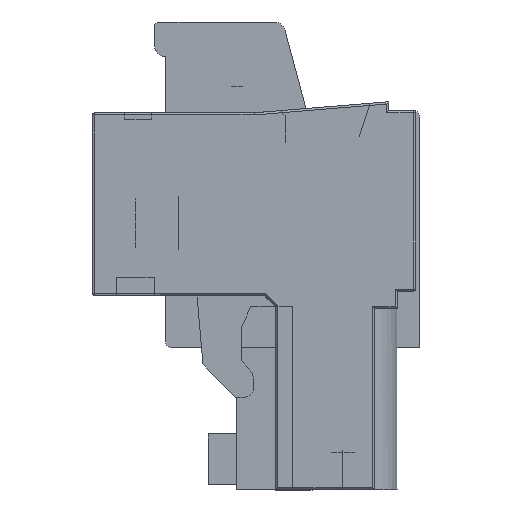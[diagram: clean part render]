
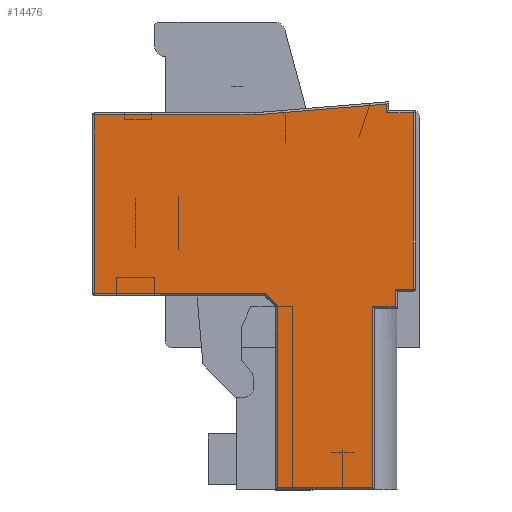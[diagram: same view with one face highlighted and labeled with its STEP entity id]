
A CAD part, left-side view. The second image highlights one B-rep face of the part: STEP entity #14476.
In plain terms, the highlighted planar face has unit normal (-1, 0, 0).
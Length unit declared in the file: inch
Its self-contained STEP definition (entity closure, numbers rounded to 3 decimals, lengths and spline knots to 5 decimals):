
#327 = CARTESIAN_POINT ( 'NONE',  ( 0., -0.26169, 0.24813 ) ) ;
#4931 = LINE ( 'NONE', #86021, #51164 ) ;
#5165 = VECTOR ( 'NONE', #48510, 39.37008 ) ;
#6004 = EDGE_CURVE ( 'NONE', #141130, #101371, #10162, .T. ) ;
#7193 = CARTESIAN_POINT ( 'NONE',  ( 0., -0.18295, -0.1062 ) ) ;
#10162 = LINE ( 'NONE', #102476, #147172 ) ;
#10166 = CARTESIAN_POINT ( 'NONE',  ( 0., -0.25775, -0.07392 ) ) ;
#11655 = LINE ( 'NONE', #104987, #61624 ) ;
#14476 = ADVANCED_FACE ( 'NONE', ( #128700 ), #58481, .T. ) ;
#14979 = LINE ( 'NONE', #41424, #16821 ) ;
#15054 = ORIENTED_EDGE ( 'NONE', *, *, #76474, .T. ) ;
#16821 = VECTOR ( 'NONE', #103341, 39.37008 ) ;
#17670 = DIRECTION ( 'NONE',  ( 0., 1., 0. ) ) ;
#18237 = VERTEX_POINT ( 'NONE', #102534 ) ;
#19211 = ORIENTED_EDGE ( 'NONE', *, *, #83375, .T. ) ;
#19705 = EDGE_CURVE ( 'NONE', #30996, #105594, #106499, .T. ) ;
#22727 = ORIENTED_EDGE ( 'NONE', *, *, #19705, .T. ) ;
#25221 = DIRECTION ( 'NONE',  ( 0., 0., -1. ) ) ;
#25492 = ORIENTED_EDGE ( 'NONE', *, *, #100102, .T. ) ;
#30996 = VERTEX_POINT ( 'NONE', #108405 ) ;
#31372 = ORIENTED_EDGE ( 'NONE', *, *, #123391, .T. ) ;
#31608 = EDGE_CURVE ( 'NONE', #156921, #30996, #68778, .T. ) ;
#31874 = LINE ( 'NONE', #327, #105153 ) ;
#32597 = CARTESIAN_POINT ( 'NONE',  ( 0., -0.26169, 0.26781 ) ) ;
#33772 = CARTESIAN_POINT ( 'NONE',  ( 0., -0.18295, 0.26781 ) ) ;
#36727 = DIRECTION ( 'NONE',  ( 0., 1., 0. ) ) ;
#40424 = CARTESIAN_POINT ( 'NONE',  ( 0., -0.26169, -0.08258 ) ) ;
#41424 = CARTESIAN_POINT ( 'NONE',  ( 0., -0.26169, -0.1062 ) ) ;
#41661 = LINE ( 'NONE', #121446, #143870 ) ;
#43834 = VECTOR ( 'NONE', #53293, 39.37008 ) ;
#47552 = CARTESIAN_POINT ( 'NONE',  ( 0., -0.00972, -0.43691 ) ) ;
#48305 = ORIENTED_EDGE ( 'NONE', *, *, #70293, .T. ) ;
#48510 = DIRECTION ( 'NONE',  ( 0., 0.997, -0.082 ) ) ;
#49171 = VERTEX_POINT ( 'NONE', #124856 ) ;
#51164 = VECTOR ( 'NONE', #158811, 39.37008 ) ;
#51387 = LINE ( 'NONE', #33772, #57132 ) ;
#51850 = ORIENTED_EDGE ( 'NONE', *, *, #6004, .T. ) ;
#53039 = CARTESIAN_POINT ( 'NONE',  ( 0., -0.26169, -0.43691 ) ) ;
#53293 = DIRECTION ( 'NONE',  ( 0., -1., 0. ) ) ;
#57132 = VECTOR ( 'NONE', #157190, 39.37008 ) ;
#58481 = PLANE ( 'NONE',  #94091 ) ;
#61214 = DIRECTION ( 'NONE',  ( -1., 0., 0. ) ) ;
#61325 = VECTOR ( 'NONE', #25221, 39.37008 ) ;
#61624 = VECTOR ( 'NONE', #17670, 39.37008 ) ;
#62369 = VERTEX_POINT ( 'NONE', #7193 ) ;
#65105 = EDGE_CURVE ( 'NONE', #96194, #156921, #11655, .T. ) ;
#66733 = ORIENTED_EDGE ( 'NONE', *, *, #150243, .T. ) ;
#67926 = EDGE_CURVE ( 'NONE', #104066, #141130, #4931, .T. ) ;
#68778 = LINE ( 'NONE', #111444, #5165 ) ;
#70293 = EDGE_CURVE ( 'NONE', #62369, #145701, #14979, .T. ) ;
#75065 = VERTEX_POINT ( 'NONE', #47552 ) ;
#76474 = EDGE_CURVE ( 'NONE', #18237, #75065, #130629, .T. ) ;
#77490 = LINE ( 'NONE', #106398, #150742 ) ;
#77633 = VECTOR ( 'NONE', #122470, 39.37008 ) ;
#79600 = VECTOR ( 'NONE', #36727, 39.37008 ) ;
#83256 = EDGE_CURVE ( 'NONE', #49171, #96194, #41661, .T. ) ;
#83375 = EDGE_CURVE ( 'NONE', #101371, #49171, #31874, .T. ) ;
#86021 = CARTESIAN_POINT ( 'NONE',  ( 0., -0.26169, -0.07392 ) ) ;
#86026 = VERTEX_POINT ( 'NONE', #105948 ) ;
#86300 = CARTESIAN_POINT ( 'NONE',  ( 0., -0.26169, 0.24419 ) ) ;
#86391 = DIRECTION ( 'NONE',  ( 0., -0.707, -0.707 ) ) ;
#86733 = CARTESIAN_POINT ( 'NONE',  ( 0., 0.32492, 0.24419 ) ) ;
#94091 = AXIS2_PLACEMENT_3D ( 'NONE', #32597, #61214, #118713 ) ;
#94664 = ORIENTED_EDGE ( 'NONE', *, *, #157890, .T. ) ;
#96194 = VERTEX_POINT ( 'NONE', #134557 ) ;
#97681 = LINE ( 'NONE', #53039, #116838 ) ;
#97890 = ORIENTED_EDGE ( 'NONE', *, *, #103985, .T. ) ;
#97909 = VERTEX_POINT ( 'NONE', #136673 ) ;
#99842 = DIRECTION ( 'NONE',  ( 0., 0., 1. ) ) ;
#100102 = EDGE_CURVE ( 'NONE', #105594, #86026, #121863, .T. ) ;
#101371 = VERTEX_POINT ( 'NONE', #145394 ) ;
#102474 = LINE ( 'NONE', #146813, #115945 ) ;
#102476 = CARTESIAN_POINT ( 'NONE',  ( 0., -0.25775, 0.26781 ) ) ;
#102534 = CARTESIAN_POINT ( 'NONE',  ( 0., -0.00972, -0.10457 ) ) ;
#102773 = VERTEX_POINT ( 'NONE', #108168 ) ;
#103341 = DIRECTION ( 'NONE',  ( 0., -1., 0. ) ) ;
#103924 = ORIENTED_EDGE ( 'NONE', *, *, #31608, .T. ) ;
#103985 = EDGE_CURVE ( 'NONE', #86026, #97909, #109289, .T. ) ;
#104066 = VERTEX_POINT ( 'NONE', #125958 ) ;
#104987 = CARTESIAN_POINT ( 'NONE',  ( 0., -0.26169, 0.26387 ) ) ;
#105153 = VECTOR ( 'NONE', #135551, 39.37008 ) ;
#105594 = VERTEX_POINT ( 'NONE', #86733 ) ;
#105948 = CARTESIAN_POINT ( 'NONE',  ( 0., 0.32492, -0.08258 ) ) ;
#106398 = CARTESIAN_POINT ( 'NONE',  ( 0., 0.01227, -0.08258 ) ) ;
#106499 = LINE ( 'NONE', #86300, #79600 ) ;
#108168 = CARTESIAN_POINT ( 'NONE',  ( 0., -0.18295, -0.43691 ) ) ;
#108405 = CARTESIAN_POINT ( 'NONE',  ( 0., 0.03342, 0.24419 ) ) ;
#109289 = LINE ( 'NONE', #40424, #43834 ) ;
#109864 = ORIENTED_EDGE ( 'NONE', *, *, #67926, .T. ) ;
#111444 = CARTESIAN_POINT ( 'NONE',  ( 0., -0.20673, 0.26387 ) ) ;
#115406 = DIRECTION ( 'NONE',  ( 0., -1., 0. ) ) ;
#115945 = VECTOR ( 'NONE', #99842, 39.37008 ) ;
#116838 = VECTOR ( 'NONE', #115406, 39.37008 ) ;
#117219 = ORIENTED_EDGE ( 'NONE', *, *, #65105, .T. ) ;
#118713 = DIRECTION ( 'NONE',  ( 0., 0., 1. ) ) ;
#119136 = CARTESIAN_POINT ( 'NONE',  ( 0., -0.20673, 0.26387 ) ) ;
#121446 = CARTESIAN_POINT ( 'NONE',  ( 0., -0.20854, 0.26781 ) ) ;
#121863 = LINE ( 'NONE', #148464, #77633 ) ;
#122470 = DIRECTION ( 'NONE',  ( 0., 0., -1. ) ) ;
#123391 = EDGE_CURVE ( 'NONE', #75065, #102773, #97681, .T. ) ;
#124856 = CARTESIAN_POINT ( 'NONE',  ( 0., -0.20854, 0.24813 ) ) ;
#125958 = CARTESIAN_POINT ( 'NONE',  ( 0., -0.22429, -0.07392 ) ) ;
#126117 = DIRECTION ( 'NONE',  ( 0., 0., 1. ) ) ;
#128700 = FACE_OUTER_BOUND ( 'NONE', #141684, .T. ) ;
#130629 = LINE ( 'NONE', #135133, #61325 ) ;
#134557 = CARTESIAN_POINT ( 'NONE',  ( 0., -0.20854, 0.26387 ) ) ;
#135133 = CARTESIAN_POINT ( 'NONE',  ( 0., -0.00972, 0.26781 ) ) ;
#135551 = DIRECTION ( 'NONE',  ( 0., 1., 0. ) ) ;
#136012 = ORIENTED_EDGE ( 'NONE', *, *, #140126, .T. ) ;
#136673 = CARTESIAN_POINT ( 'NONE',  ( 0., 0.01227, -0.08258 ) ) ;
#138121 = CARTESIAN_POINT ( 'NONE',  ( 0., -0.22429, -0.1062 ) ) ;
#140126 = EDGE_CURVE ( 'NONE', #145701, #104066, #102474, .T. ) ;
#141130 = VERTEX_POINT ( 'NONE', #10166 ) ;
#141684 = EDGE_LOOP ( 'NONE', ( #109864, #51850, #19211, #144623, #117219, #103924, #22727, #25492, #97890, #66733, #15054, #31372, #94664, #48305, #136012 ) ) ;
#143870 = VECTOR ( 'NONE', #159325, 39.37008 ) ;
#144623 = ORIENTED_EDGE ( 'NONE', *, *, #83256, .T. ) ;
#145394 = CARTESIAN_POINT ( 'NONE',  ( 0., -0.25775, 0.24813 ) ) ;
#145701 = VERTEX_POINT ( 'NONE', #138121 ) ;
#146813 = CARTESIAN_POINT ( 'NONE',  ( 0., -0.22429, 0.26781 ) ) ;
#147172 = VECTOR ( 'NONE', #126117, 39.37008 ) ;
#148464 = CARTESIAN_POINT ( 'NONE',  ( 0., 0.32492, 0.26781 ) ) ;
#150243 = EDGE_CURVE ( 'NONE', #97909, #18237, #77490, .T. ) ;
#150742 = VECTOR ( 'NONE', #86391, 39.37008 ) ;
#156921 = VERTEX_POINT ( 'NONE', #119136 ) ;
#157190 = DIRECTION ( 'NONE',  ( 0., 0., 1. ) ) ;
#157890 = EDGE_CURVE ( 'NONE', #102773, #62369, #51387, .T. ) ;
#158811 = DIRECTION ( 'NONE',  ( 0., -1., 0. ) ) ;
#159325 = DIRECTION ( 'NONE',  ( 0., 0., 1. ) ) ;
